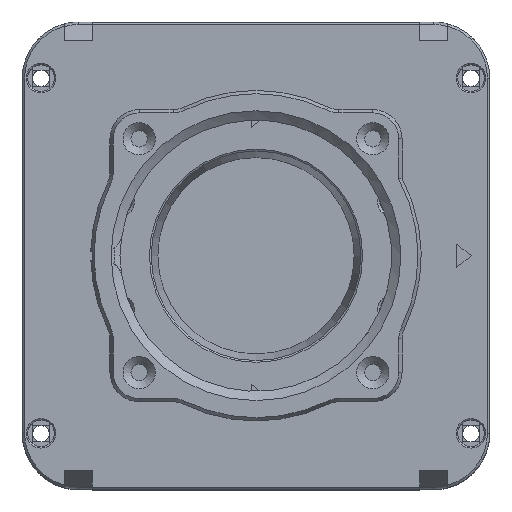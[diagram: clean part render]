
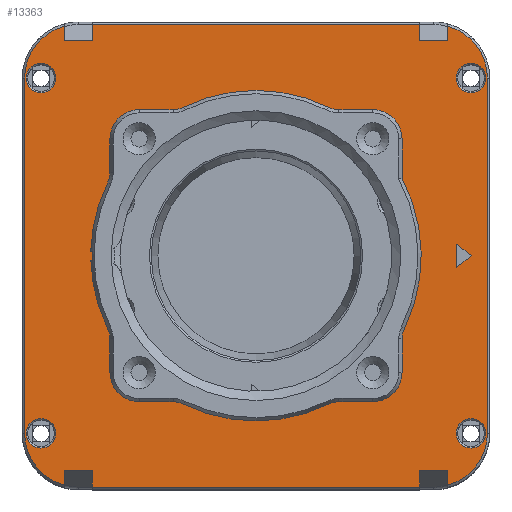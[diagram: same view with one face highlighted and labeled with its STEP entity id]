
A CAD part, top view. The second image highlights one B-rep face of the part: STEP entity #13363.
In plain terms, the highlighted planar face has unit normal (0, 0, 1).
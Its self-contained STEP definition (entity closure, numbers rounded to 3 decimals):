
#320=FACE_BOUND('',#2190,.T.);
#321=FACE_BOUND('',#2191,.T.);
#322=FACE_BOUND('',#2192,.T.);
#323=FACE_BOUND('',#2193,.T.);
#324=FACE_BOUND('',#2194,.T.);
#325=FACE_BOUND('',#2195,.T.);
#326=FACE_BOUND('',#2196,.T.);
#327=FACE_BOUND('',#2197,.T.);
#328=FACE_BOUND('',#2198,.T.);
#329=FACE_BOUND('',#2199,.T.);
#521=CIRCLE('',#14319,11.5);
#522=CIRCLE('',#14320,11.5);
#523=CIRCLE('',#14321,11.5);
#524=CIRCLE('',#14322,11.5);
#525=CIRCLE('',#14323,2.4);
#526=CIRCLE('',#14324,2.4);
#527=CIRCLE('',#14325,30.83);
#528=CIRCLE('',#14326,3.15);
#529=CIRCLE('',#14327,3.15);
#530=CIRCLE('',#14328,3.15);
#531=CIRCLE('',#14329,3.15);
#532=CIRCLE('',#14330,2.4);
#533=CIRCLE('',#14331,2.4);
#1349=FACE_OUTER_BOUND('',#2189,.T.);
#2189=EDGE_LOOP('',(#9183,#9184,#9185,#9186,#9187,#9188,#9189,#9190,#9191,
#9192,#9193,#9194,#9195,#9196,#9197,#9198,#9199,#9200,#9201,#9202));
#2190=EDGE_LOOP('',(#9203));
#2191=EDGE_LOOP('',(#9204));
#2192=EDGE_LOOP('',(#9205));
#2193=EDGE_LOOP('',(#9206));
#2194=EDGE_LOOP('',(#9207));
#2195=EDGE_LOOP('',(#9208,#9209,#9210));
#2196=EDGE_LOOP('',(#9211));
#2197=EDGE_LOOP('',(#9212));
#2198=EDGE_LOOP('',(#9213));
#2199=EDGE_LOOP('',(#9214));
#3094=LINE('',#20224,#4335);
#3099=LINE('',#20265,#4340);
#3104=LINE('',#20306,#4345);
#3109=LINE('',#20347,#4350);
#3112=LINE('',#20353,#4353);
#3115=LINE('',#20362,#4356);
#3118=LINE('',#20368,#4359);
#3120=LINE('',#20376,#4361);
#3123=LINE('',#20382,#4364);
#3129=LINE('',#20394,#4370);
#3131=LINE('',#20397,#4372);
#3132=LINE('',#20399,#4373);
#3133=LINE('',#20403,#4374);
#3134=LINE('',#20406,#4375);
#3135=LINE('',#20407,#4376);
#3136=LINE('',#20411,#4377);
#3137=LINE('',#20425,#4378);
#3138=LINE('',#20427,#4379);
#3139=LINE('',#20428,#4380);
#4335=VECTOR('',#16006,10.);
#4340=VECTOR('',#16023,10.);
#4345=VECTOR('',#16040,10.);
#4350=VECTOR('',#16057,10.);
#4353=VECTOR('',#16062,10.);
#4356=VECTOR('',#16067,10.);
#4359=VECTOR('',#16072,10.);
#4361=VECTOR('',#16076,10.);
#4364=VECTOR('',#16081,10.);
#4370=VECTOR('',#16091,10.);
#4372=VECTOR('',#16095,10.);
#4373=VECTOR('',#16096,10.);
#4374=VECTOR('',#16099,10.);
#4375=VECTOR('',#16102,10.);
#4376=VECTOR('',#16103,10.);
#4377=VECTOR('',#16106,10.);
#4378=VECTOR('',#16119,10.);
#4379=VECTOR('',#16120,10.);
#4380=VECTOR('',#16121,10.);
#5657=VERTEX_POINT('',#20221);
#5658=VERTEX_POINT('',#20223);
#5665=VERTEX_POINT('',#20262);
#5666=VERTEX_POINT('',#20264);
#5673=VERTEX_POINT('',#20303);
#5674=VERTEX_POINT('',#20305);
#5681=VERTEX_POINT('',#20344);
#5682=VERTEX_POINT('',#20346);
#5683=VERTEX_POINT('',#20350);
#5686=VERTEX_POINT('',#20357);
#5688=VERTEX_POINT('',#20365);
#5690=VERTEX_POINT('',#20372);
#5692=VERTEX_POINT('',#20380);
#5696=VERTEX_POINT('',#20393);
#5697=VERTEX_POINT('',#20398);
#5698=VERTEX_POINT('',#20400);
#5699=VERTEX_POINT('',#20402);
#5700=VERTEX_POINT('',#20404);
#5701=VERTEX_POINT('',#20408);
#5702=VERTEX_POINT('',#20410);
#5703=VERTEX_POINT('',#20413);
#5704=VERTEX_POINT('',#20415);
#5705=VERTEX_POINT('',#20417);
#5706=VERTEX_POINT('',#20419);
#5707=VERTEX_POINT('',#20421);
#5708=VERTEX_POINT('',#20423);
#5709=VERTEX_POINT('',#20424);
#5710=VERTEX_POINT('',#20426);
#5711=VERTEX_POINT('',#20429);
#5712=VERTEX_POINT('',#20431);
#5713=VERTEX_POINT('',#20433);
#5714=VERTEX_POINT('',#20435);
#6962=EDGE_CURVE('',#5658,#5657,#3094,.T.);
#6972=EDGE_CURVE('',#5666,#5665,#3099,.T.);
#6982=EDGE_CURVE('',#5674,#5673,#3104,.T.);
#6992=EDGE_CURVE('',#5682,#5681,#3109,.T.);
#6995=EDGE_CURVE('',#5665,#5683,#3112,.T.);
#6999=EDGE_CURVE('',#5686,#5666,#3115,.T.);
#7002=EDGE_CURVE('',#5688,#5658,#3118,.T.);
#7005=EDGE_CURVE('',#5657,#5690,#3120,.T.);
#7008=EDGE_CURVE('',#5692,#5683,#3123,.T.);
#7014=EDGE_CURVE('',#5688,#5696,#3129,.T.);
#7016=EDGE_CURVE('',#5692,#5674,#3131,.T.);
#7017=EDGE_CURVE('',#5673,#5697,#3132,.T.);
#7018=EDGE_CURVE('',#5698,#5697,#521,.T.);
#7019=EDGE_CURVE('',#5699,#5698,#3133,.T.);
#7020=EDGE_CURVE('',#5700,#5699,#522,.T.);
#7021=EDGE_CURVE('',#5700,#5682,#3134,.T.);
#7022=EDGE_CURVE('',#5681,#5696,#3135,.T.);
#7023=EDGE_CURVE('',#5701,#5690,#523,.T.);
#7024=EDGE_CURVE('',#5702,#5701,#3136,.T.);
#7025=EDGE_CURVE('',#5686,#5702,#524,.T.);
#7026=EDGE_CURVE('',#5703,#5703,#525,.T.);
#7027=EDGE_CURVE('',#5704,#5704,#526,.T.);
#7028=EDGE_CURVE('',#5705,#5705,#527,.T.);
#7029=EDGE_CURVE('',#5706,#5706,#528,.T.);
#7030=EDGE_CURVE('',#5707,#5707,#529,.T.);
#7031=EDGE_CURVE('',#5708,#5709,#3137,.T.);
#7032=EDGE_CURVE('',#5709,#5710,#3138,.T.);
#7033=EDGE_CURVE('',#5710,#5708,#3139,.T.);
#7034=EDGE_CURVE('',#5711,#5711,#530,.T.);
#7035=EDGE_CURVE('',#5712,#5712,#531,.T.);
#7036=EDGE_CURVE('',#5713,#5713,#532,.T.);
#7037=EDGE_CURVE('',#5714,#5714,#533,.T.);
#9183=ORIENTED_EDGE('',*,*,#6999,.T.);
#9184=ORIENTED_EDGE('',*,*,#6972,.T.);
#9185=ORIENTED_EDGE('',*,*,#6995,.T.);
#9186=ORIENTED_EDGE('',*,*,#7008,.F.);
#9187=ORIENTED_EDGE('',*,*,#7016,.T.);
#9188=ORIENTED_EDGE('',*,*,#6982,.T.);
#9189=ORIENTED_EDGE('',*,*,#7017,.T.);
#9190=ORIENTED_EDGE('',*,*,#7018,.F.);
#9191=ORIENTED_EDGE('',*,*,#7019,.F.);
#9192=ORIENTED_EDGE('',*,*,#7020,.F.);
#9193=ORIENTED_EDGE('',*,*,#7021,.T.);
#9194=ORIENTED_EDGE('',*,*,#6992,.T.);
#9195=ORIENTED_EDGE('',*,*,#7022,.T.);
#9196=ORIENTED_EDGE('',*,*,#7014,.F.);
#9197=ORIENTED_EDGE('',*,*,#7002,.T.);
#9198=ORIENTED_EDGE('',*,*,#6962,.T.);
#9199=ORIENTED_EDGE('',*,*,#7005,.T.);
#9200=ORIENTED_EDGE('',*,*,#7023,.F.);
#9201=ORIENTED_EDGE('',*,*,#7024,.F.);
#9202=ORIENTED_EDGE('',*,*,#7025,.F.);
#9203=ORIENTED_EDGE('',*,*,#7026,.F.);
#9204=ORIENTED_EDGE('',*,*,#7027,.F.);
#9205=ORIENTED_EDGE('',*,*,#7028,.F.);
#9206=ORIENTED_EDGE('',*,*,#7029,.F.);
#9207=ORIENTED_EDGE('',*,*,#7030,.F.);
#9208=ORIENTED_EDGE('',*,*,#7031,.T.);
#9209=ORIENTED_EDGE('',*,*,#7032,.T.);
#9210=ORIENTED_EDGE('',*,*,#7033,.T.);
#9211=ORIENTED_EDGE('',*,*,#7034,.F.);
#9212=ORIENTED_EDGE('',*,*,#7035,.F.);
#9213=ORIENTED_EDGE('',*,*,#7036,.F.);
#9214=ORIENTED_EDGE('',*,*,#7037,.F.);
#12894=PLANE('',#14318);
#13363=ADVANCED_FACE('',(#1349,#320,#321,#322,#323,#324,#325,#326,#327,
#328,#329),#12894,.T.);
#14318=AXIS2_PLACEMENT_3D('',#20396,#16093,#16094);
#14319=AXIS2_PLACEMENT_3D('',#20401,#16097,#16098);
#14320=AXIS2_PLACEMENT_3D('',#20405,#16100,#16101);
#14321=AXIS2_PLACEMENT_3D('',#20409,#16104,#16105);
#14322=AXIS2_PLACEMENT_3D('',#20412,#16107,#16108);
#14323=AXIS2_PLACEMENT_3D('',#20414,#16109,#16110);
#14324=AXIS2_PLACEMENT_3D('',#20416,#16111,#16112);
#14325=AXIS2_PLACEMENT_3D('',#20418,#16113,#16114);
#14326=AXIS2_PLACEMENT_3D('',#20420,#16115,#16116);
#14327=AXIS2_PLACEMENT_3D('',#20422,#16117,#16118);
#14328=AXIS2_PLACEMENT_3D('',#20430,#16122,#16123);
#14329=AXIS2_PLACEMENT_3D('',#20432,#16124,#16125);
#14330=AXIS2_PLACEMENT_3D('',#20434,#16126,#16127);
#14331=AXIS2_PLACEMENT_3D('',#20436,#16128,#16129);
#16006=DIRECTION('',(1.,0.,0.));
#16023=DIRECTION('',(-1.,0.,0.));
#16040=DIRECTION('',(-1.,0.,0.));
#16057=DIRECTION('',(1.,0.,0.));
#16062=DIRECTION('',(0.,1.,0.));
#16067=DIRECTION('',(0.,-1.,0.));
#16072=DIRECTION('',(0.,1.,0.));
#16076=DIRECTION('',(0.,-1.,0.));
#16081=DIRECTION('',(1.,0.,0.));
#16091=DIRECTION('',(-1.,0.,0.));
#16093=DIRECTION('center_axis',(0.,0.,1.));
#16094=DIRECTION('ref_axis',(1.,0.,0.));
#16095=DIRECTION('',(0.,-1.,0.));
#16096=DIRECTION('',(0.,1.,0.));
#16097=DIRECTION('center_axis',(0.,0.,-1.));
#16098=DIRECTION('ref_axis',(0.,1.,0.));
#16099=DIRECTION('',(0.,1.,0.));
#16100=DIRECTION('center_axis',(0.,0.,-1.));
#16101=DIRECTION('ref_axis',(-1.,0.,0.));
#16102=DIRECTION('',(0.,1.,0.));
#16103=DIRECTION('',(0.,-1.,0.));
#16104=DIRECTION('center_axis',(0.,0.,-1.));
#16105=DIRECTION('ref_axis',(0.,-1.,0.));
#16106=DIRECTION('',(0.,-1.,0.));
#16107=DIRECTION('center_axis',(0.,0.,-1.));
#16108=DIRECTION('ref_axis',(1.,0.,0.));
#16109=DIRECTION('center_axis',(0.,0.,1.));
#16110=DIRECTION('ref_axis',(0.,1.,0.));
#16111=DIRECTION('center_axis',(0.,0.,1.));
#16112=DIRECTION('ref_axis',(0.,-1.,0.));
#16113=DIRECTION('center_axis',(0.,0.,1.));
#16114=DIRECTION('ref_axis',(1.,0.,0.));
#16115=DIRECTION('center_axis',(0.,0.,1.));
#16116=DIRECTION('ref_axis',(1.,0.,0.));
#16117=DIRECTION('center_axis',(0.,0.,1.));
#16118=DIRECTION('ref_axis',(1.,0.,0.));
#16119=DIRECTION('',(0.,1.,0.));
#16120=DIRECTION('',(0.768,-0.64,0.));
#16121=DIRECTION('',(-0.768,-0.64,0.));
#16122=DIRECTION('center_axis',(0.,0.,1.));
#16123=DIRECTION('ref_axis',(1.,0.,0.));
#16124=DIRECTION('center_axis',(0.,0.,1.));
#16125=DIRECTION('ref_axis',(1.,0.,0.));
#16126=DIRECTION('center_axis',(0.,0.,1.));
#16127=DIRECTION('ref_axis',(1.,0.,0.));
#16128=DIRECTION('center_axis',(0.,0.,1.));
#16129=DIRECTION('ref_axis',(-1.,0.,0.));
#20221=CARTESIAN_POINT('',(91.,4.,73.));
#20223=CARTESIAN_POINT('',(85.,4.,73.));
#20224=CARTESIAN_POINT('',(67.5,4.,73.));
#20262=CARTESIAN_POINT('',(85.,96.,73.));
#20264=CARTESIAN_POINT('',(91.,96.,73.));
#20265=CARTESIAN_POINT('',(67.5,96.,73.));
#20303=CARTESIAN_POINT('',(9.,96.,73.));
#20305=CARTESIAN_POINT('',(15.,96.,73.));
#20306=CARTESIAN_POINT('',(29.5,96.,73.));
#20344=CARTESIAN_POINT('',(15.,4.,73.));
#20346=CARTESIAN_POINT('',(9.,4.,73.));
#20347=CARTESIAN_POINT('',(29.5,4.,73.));
#20350=CARTESIAN_POINT('',(85.,99.5,73.));
#20353=CARTESIAN_POINT('',(85.,74.,73.));
#20357=CARTESIAN_POINT('',(91.,99.102,73.));
#20362=CARTESIAN_POINT('',(91.,50.,73.));
#20365=CARTESIAN_POINT('',(85.,0.5,73.));
#20368=CARTESIAN_POINT('',(85.,26.,73.));
#20372=CARTESIAN_POINT('',(91.,0.898,73.));
#20376=CARTESIAN_POINT('',(91.,50.,73.));
#20380=CARTESIAN_POINT('',(15.,99.5,73.));
#20382=CARTESIAN_POINT('',(31.,99.5,73.));
#20393=CARTESIAN_POINT('',(15.,0.5,73.));
#20394=CARTESIAN_POINT('',(69.,0.5,73.));
#20396=CARTESIAN_POINT('Origin',(50.,50.,73.));
#20397=CARTESIAN_POINT('',(15.,50.,73.));
#20398=CARTESIAN_POINT('',(9.,99.102,73.));
#20399=CARTESIAN_POINT('',(9.,74.,73.));
#20400=CARTESIAN_POINT('',(0.5,88.,73.));
#20401=CARTESIAN_POINT('Origin',(12.,88.,73.));
#20402=CARTESIAN_POINT('',(0.5,12.,73.));
#20403=CARTESIAN_POINT('',(0.5,31.,73.));
#20404=CARTESIAN_POINT('',(9.,0.898,73.));
#20405=CARTESIAN_POINT('Origin',(12.,12.,73.));
#20406=CARTESIAN_POINT('',(9.,26.,73.));
#20407=CARTESIAN_POINT('',(15.,50.,73.));
#20408=CARTESIAN_POINT('',(99.5,12.,73.));
#20409=CARTESIAN_POINT('Origin',(88.,12.,73.));
#20410=CARTESIAN_POINT('',(99.5,88.,73.));
#20411=CARTESIAN_POINT('',(99.5,69.,73.));
#20412=CARTESIAN_POINT('Origin',(88.,88.,73.));
#20413=CARTESIAN_POINT('',(75.,22.6,73.));
#20414=CARTESIAN_POINT('Origin',(75.,25.,73.));
#20415=CARTESIAN_POINT('',(25.,77.4,73.));
#20416=CARTESIAN_POINT('Origin',(25.,75.,73.));
#20417=CARTESIAN_POINT('',(19.17,50.,73.));
#20418=CARTESIAN_POINT('Origin',(50.,50.,73.));
#20419=CARTESIAN_POINT('',(0.85,88.,73.));
#20420=CARTESIAN_POINT('Origin',(4.,88.,73.));
#20421=CARTESIAN_POINT('',(92.85,12.,73.));
#20422=CARTESIAN_POINT('Origin',(96.,12.,73.));
#20423=CARTESIAN_POINT('',(93.,47.5,73.));
#20424=CARTESIAN_POINT('',(93.,52.5,73.));
#20425=CARTESIAN_POINT('',(93.,48.75,73.));
#20426=CARTESIAN_POINT('',(96.,50.,73.));
#20427=CARTESIAN_POINT('',(80.926,62.561,73.));
#20428=CARTESIAN_POINT('',(82.426,38.689,73.));
#20429=CARTESIAN_POINT('',(92.85,88.,73.));
#20430=CARTESIAN_POINT('Origin',(96.,88.,73.));
#20431=CARTESIAN_POINT('',(0.85,12.,73.));
#20432=CARTESIAN_POINT('Origin',(4.,12.,73.));
#20433=CARTESIAN_POINT('',(22.6,25.,73.));
#20434=CARTESIAN_POINT('Origin',(25.,25.,73.));
#20435=CARTESIAN_POINT('',(77.4,75.,73.));
#20436=CARTESIAN_POINT('Origin',(75.,75.,73.));
